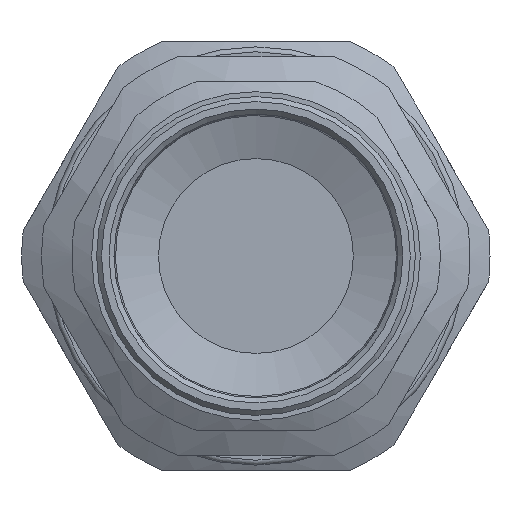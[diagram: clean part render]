
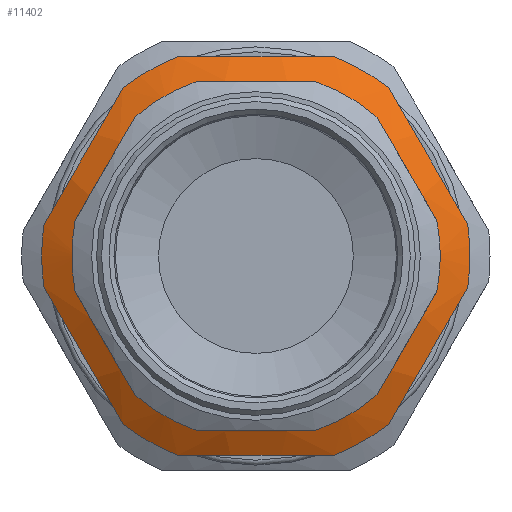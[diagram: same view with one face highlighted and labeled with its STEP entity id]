
A CAD part, front view. The second image highlights one B-rep face of the part: STEP entity #11402.
In plain terms, the highlighted conical face has half-angle 60 degrees and reference radius 17.9 mm.
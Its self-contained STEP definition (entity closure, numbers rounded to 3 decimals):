
#20=(
BOUNDED_CURVE()
B_SPLINE_CURVE(2,(#25578,#25579,#25580),.UNSPECIFIED.,.F.,.F.)
B_SPLINE_CURVE_WITH_KNOTS((3,3),(0.,1.587),.UNSPECIFIED.)
CURVE()
GEOMETRIC_REPRESENTATION_ITEM()
RATIONAL_B_SPLINE_CURVE((1.,1.075,1.))
REPRESENTATION_ITEM('')
);
#22=(
BOUNDED_CURVE()
B_SPLINE_CURVE(2,(#25591,#25592,#25593),.UNSPECIFIED.,.F.,.F.)
B_SPLINE_CURVE_WITH_KNOTS((3,3),(0.,1.587),.UNSPECIFIED.)
CURVE()
GEOMETRIC_REPRESENTATION_ITEM()
RATIONAL_B_SPLINE_CURVE((1.,1.075,1.))
REPRESENTATION_ITEM('')
);
#24=(
BOUNDED_CURVE()
B_SPLINE_CURVE(2,(#25604,#25605,#25606),.UNSPECIFIED.,.F.,.F.)
B_SPLINE_CURVE_WITH_KNOTS((3,3),(0.,1.587),.UNSPECIFIED.)
CURVE()
GEOMETRIC_REPRESENTATION_ITEM()
RATIONAL_B_SPLINE_CURVE((1.,1.075,1.))
REPRESENTATION_ITEM('')
);
#26=(
BOUNDED_CURVE()
B_SPLINE_CURVE(2,(#25617,#25618,#25619),.UNSPECIFIED.,.F.,.F.)
B_SPLINE_CURVE_WITH_KNOTS((3,3),(0.,1.587),.UNSPECIFIED.)
CURVE()
GEOMETRIC_REPRESENTATION_ITEM()
RATIONAL_B_SPLINE_CURVE((1.,1.075,1.))
REPRESENTATION_ITEM('')
);
#28=(
BOUNDED_CURVE()
B_SPLINE_CURVE(2,(#25630,#25631,#25632),.UNSPECIFIED.,.F.,.F.)
B_SPLINE_CURVE_WITH_KNOTS((3,3),(0.,1.587),.UNSPECIFIED.)
CURVE()
GEOMETRIC_REPRESENTATION_ITEM()
RATIONAL_B_SPLINE_CURVE((1.,1.075,1.))
REPRESENTATION_ITEM('')
);
#30=(
BOUNDED_CURVE()
B_SPLINE_CURVE(2,(#25643,#25644,#25645),.UNSPECIFIED.,.F.,.F.)
B_SPLINE_CURVE_WITH_KNOTS((3,3),(0.,1.587),.UNSPECIFIED.)
CURVE()
GEOMETRIC_REPRESENTATION_ITEM()
RATIONAL_B_SPLINE_CURVE((1.,1.075,1.))
REPRESENTATION_ITEM('')
);
#1655=LINE('',#25677,#2307);
#2307=VECTOR('',#13634,17.9);
#2378=CONICAL_SURFACE('',#11958,17.9,1.047);
#3592=FACE_OUTER_BOUND('',#4259,.T.);
#4259=EDGE_LOOP('',(#10195,#10196,#10197,#10198,#10199,#10200,#10201,#10202,
#10203,#10204,#10205,#10206,#10207,#10208,#10209,#10210,#10211));
#4559=CIRCLE('',#11916,14.3);
#4560=CIRCLE('',#11917,14.3);
#4570=CIRCLE('',#11948,21.5);
#4571=CIRCLE('',#11949,21.5);
#4572=CIRCLE('',#11951,21.5);
#4573=CIRCLE('',#11953,21.5);
#4574=CIRCLE('',#11955,21.5);
#4575=CIRCLE('',#11957,21.5);
#4576=CIRCLE('',#11959,21.5);
#5599=VERTEX_POINT('',#25552);
#5600=VERTEX_POINT('',#25553);
#5603=VERTEX_POINT('',#25576);
#5604=VERTEX_POINT('',#25577);
#5607=VERTEX_POINT('',#25589);
#5608=VERTEX_POINT('',#25590);
#5611=VERTEX_POINT('',#25602);
#5612=VERTEX_POINT('',#25603);
#5615=VERTEX_POINT('',#25615);
#5616=VERTEX_POINT('',#25616);
#5619=VERTEX_POINT('',#25628);
#5620=VERTEX_POINT('',#25629);
#5623=VERTEX_POINT('',#25641);
#5624=VERTEX_POINT('',#25642);
#5628=VERTEX_POINT('',#25664);
#7144=EDGE_CURVE('',#5599,#5600,#4559,.T.);
#7145=EDGE_CURVE('',#5600,#5599,#4560,.T.);
#7150=EDGE_CURVE('',#5603,#5604,#20,.T.);
#7154=EDGE_CURVE('',#5607,#5608,#22,.T.);
#7158=EDGE_CURVE('',#5611,#5612,#24,.T.);
#7162=EDGE_CURVE('',#5615,#5616,#26,.T.);
#7166=EDGE_CURVE('',#5619,#5620,#28,.T.);
#7170=EDGE_CURVE('',#5623,#5624,#30,.T.);
#7182=EDGE_CURVE('',#5603,#5628,#4570,.T.);
#7183=EDGE_CURVE('',#5628,#5624,#4571,.T.);
#7184=EDGE_CURVE('',#5623,#5620,#4572,.T.);
#7185=EDGE_CURVE('',#5619,#5616,#4573,.T.);
#7186=EDGE_CURVE('',#5615,#5612,#4574,.T.);
#7187=EDGE_CURVE('',#5611,#5608,#4575,.T.);
#7188=EDGE_CURVE('',#5607,#5604,#4576,.T.);
#7189=EDGE_CURVE('',#5628,#5600,#1655,.T.);
#10195=ORIENTED_EDGE('',*,*,#7150,.T.);
#10196=ORIENTED_EDGE('',*,*,#7188,.F.);
#10197=ORIENTED_EDGE('',*,*,#7154,.T.);
#10198=ORIENTED_EDGE('',*,*,#7187,.F.);
#10199=ORIENTED_EDGE('',*,*,#7158,.T.);
#10200=ORIENTED_EDGE('',*,*,#7186,.F.);
#10201=ORIENTED_EDGE('',*,*,#7162,.T.);
#10202=ORIENTED_EDGE('',*,*,#7185,.F.);
#10203=ORIENTED_EDGE('',*,*,#7166,.T.);
#10204=ORIENTED_EDGE('',*,*,#7184,.F.);
#10205=ORIENTED_EDGE('',*,*,#7170,.T.);
#10206=ORIENTED_EDGE('',*,*,#7183,.F.);
#10207=ORIENTED_EDGE('',*,*,#7189,.T.);
#10208=ORIENTED_EDGE('',*,*,#7145,.T.);
#10209=ORIENTED_EDGE('',*,*,#7144,.T.);
#10210=ORIENTED_EDGE('',*,*,#7189,.F.);
#10211=ORIENTED_EDGE('',*,*,#7182,.F.);
#11402=ADVANCED_FACE('',(#3592),#2378,.T.);
#11916=AXIS2_PLACEMENT_3D('',#25554,#13531,#13532);
#11917=AXIS2_PLACEMENT_3D('',#25555,#13533,#13534);
#11948=AXIS2_PLACEMENT_3D('',#25665,#13610,#13611);
#11949=AXIS2_PLACEMENT_3D('',#25666,#13612,#13613);
#11951=AXIS2_PLACEMENT_3D('',#25668,#13616,#13617);
#11953=AXIS2_PLACEMENT_3D('',#25670,#13620,#13621);
#11955=AXIS2_PLACEMENT_3D('',#25672,#13624,#13625);
#11957=AXIS2_PLACEMENT_3D('',#25674,#13628,#13629);
#11958=AXIS2_PLACEMENT_3D('',#25675,#13630,#13631);
#11959=AXIS2_PLACEMENT_3D('',#25676,#13632,#13633);
#13531=DIRECTION('center_axis',(0.,1.,0.));
#13532=DIRECTION('ref_axis',(0.,0.,1.));
#13533=DIRECTION('center_axis',(0.,1.,0.));
#13534=DIRECTION('ref_axis',(0.,0.,1.));
#13610=DIRECTION('center_axis',(0.,1.,0.));
#13611=DIRECTION('ref_axis',(0.,0.,1.));
#13612=DIRECTION('center_axis',(0.,1.,0.));
#13613=DIRECTION('ref_axis',(0.,0.,1.));
#13616=DIRECTION('center_axis',(0.,1.,0.));
#13617=DIRECTION('ref_axis',(0.,0.,1.));
#13620=DIRECTION('center_axis',(0.,1.,0.));
#13621=DIRECTION('ref_axis',(0.,0.,1.));
#13624=DIRECTION('center_axis',(0.,1.,0.));
#13625=DIRECTION('ref_axis',(0.,0.,1.));
#13628=DIRECTION('center_axis',(0.,1.,0.));
#13629=DIRECTION('ref_axis',(0.,0.,1.));
#13630=DIRECTION('center_axis',(0.,1.,0.));
#13631=DIRECTION('ref_axis',(1.,0.,0.));
#13632=DIRECTION('center_axis',(0.,1.,0.));
#13633=DIRECTION('ref_axis',(0.,0.,1.));
#13634=DIRECTION('',(0.866,-0.5,0.));
#25552=CARTESIAN_POINT('',(10.853,23.052,0.));
#25553=CARTESIAN_POINT('',(-17.747,23.052,0.));
#25554=CARTESIAN_POINT('Origin',(-3.447,23.052,0.));
#25555=CARTESIAN_POINT('Origin',(-3.447,23.052,0.));
#25576=CARTESIAN_POINT('',(-24.713,27.209,-3.167));
#25577=CARTESIAN_POINT('',(-16.823,27.209,-16.833));
#25578=CARTESIAN_POINT('Ctrl Pts',(-24.713,27.209,-3.167));
#25579=CARTESIAN_POINT('Ctrl Pts',(-20.768,25.537,-10.));
#25580=CARTESIAN_POINT('Ctrl Pts',(-16.823,27.209,-16.833));
#25589=CARTESIAN_POINT('',(-11.337,27.209,-20.));
#25590=CARTESIAN_POINT('',(4.443,27.209,-20.));
#25591=CARTESIAN_POINT('Ctrl Pts',(-11.337,27.209,-20.));
#25592=CARTESIAN_POINT('Ctrl Pts',(-3.447,25.537,-20.));
#25593=CARTESIAN_POINT('Ctrl Pts',(4.443,27.209,-20.));
#25602=CARTESIAN_POINT('',(9.928,27.209,-16.833));
#25603=CARTESIAN_POINT('',(17.818,27.209,-3.167));
#25604=CARTESIAN_POINT('Ctrl Pts',(9.928,27.209,-16.833));
#25605=CARTESIAN_POINT('Ctrl Pts',(13.873,25.537,-10.));
#25606=CARTESIAN_POINT('Ctrl Pts',(17.818,27.209,-3.167));
#25615=CARTESIAN_POINT('',(17.818,27.209,3.167));
#25616=CARTESIAN_POINT('',(9.928,27.209,16.833));
#25617=CARTESIAN_POINT('Ctrl Pts',(17.818,27.209,3.167));
#25618=CARTESIAN_POINT('Ctrl Pts',(13.873,25.537,10.));
#25619=CARTESIAN_POINT('Ctrl Pts',(9.928,27.209,16.833));
#25628=CARTESIAN_POINT('',(4.443,27.209,20.));
#25629=CARTESIAN_POINT('',(-11.337,27.209,20.));
#25630=CARTESIAN_POINT('Ctrl Pts',(4.443,27.209,20.));
#25631=CARTESIAN_POINT('Ctrl Pts',(-3.447,25.537,20.));
#25632=CARTESIAN_POINT('Ctrl Pts',(-11.337,27.209,20.));
#25641=CARTESIAN_POINT('',(-16.823,27.209,16.833));
#25642=CARTESIAN_POINT('',(-24.713,27.209,3.167));
#25643=CARTESIAN_POINT('Ctrl Pts',(-16.823,27.209,16.833));
#25644=CARTESIAN_POINT('Ctrl Pts',(-20.768,25.537,10.));
#25645=CARTESIAN_POINT('Ctrl Pts',(-24.713,27.209,3.167));
#25664=CARTESIAN_POINT('',(-24.947,27.209,0.));
#25665=CARTESIAN_POINT('Origin',(-3.447,27.209,0.));
#25666=CARTESIAN_POINT('Origin',(-3.447,27.209,0.));
#25668=CARTESIAN_POINT('Origin',(-3.447,27.209,0.));
#25670=CARTESIAN_POINT('Origin',(-3.447,27.209,0.));
#25672=CARTESIAN_POINT('Origin',(-3.447,27.209,0.));
#25674=CARTESIAN_POINT('Origin',(-3.447,27.209,0.));
#25675=CARTESIAN_POINT('Origin',(-3.447,25.13,0.));
#25676=CARTESIAN_POINT('Origin',(-3.447,27.209,0.));
#25677=CARTESIAN_POINT('',(-21.347,25.13,0.));
